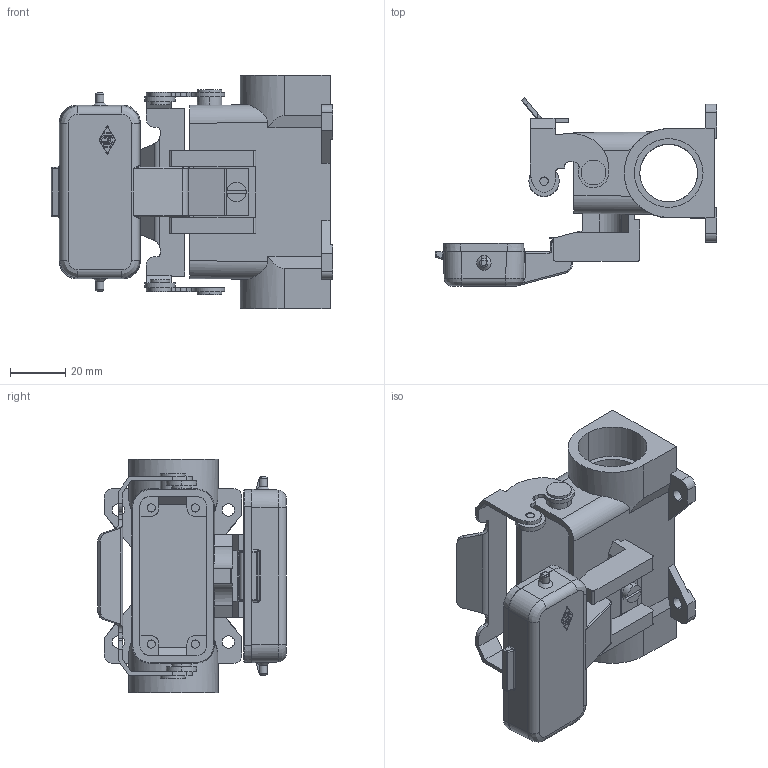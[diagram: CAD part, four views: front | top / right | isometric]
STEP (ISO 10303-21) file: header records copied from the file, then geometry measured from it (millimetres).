
FILE_DESCRIPTION(('Creo Elements/Direct Modeling STEP Export'),'2;1');
FILE_NAME('0ln7uvk4a57racr4308','2017-04-10T15:45:19',(''),(''),'PTC Creo Elements/Direct Modeling STEP processor for AP214 (Solid Model)','PTC Creo Elements/Direct Modeling 19.0E 27-Jun-2016 (C) Parametric Technology GmbH','');
FILE_SCHEMA(('AUTOMOTIVE_DESIGN { 1 0 10303 214 1 1 1 1 }'));
Length unit declared in the file: millimetre
Products named in the file (2): MZ7P_15_LS225
Assembly tree (1 placements, depth 2):
  MZ7P_15_LS225
    MZ7P_15_LS225
Bounding box: 102.4 x 68.55 x 85 mm (x, y, z)
Volume: 66838 mm3; surface area: 44931.8 mm2
Topology: 1 solids, 3 shells, 455 faces, 1228 edges, 801 vertices
Faces by surface type: plane 225, cylinder 178, torus 22, bspline 10, cone 10, sphere 6, extrusion 4
Entity records: 21277 total; most frequent: CARTESIAN_POINT 6323, ORIENTED_EDGE 2440, DIRECTION 2281, EDGE_CURVE 1220, VERTEX_POINT 801, AXIS2_PLACEMENT_3D 778, VECTOR 725, LINE 721
